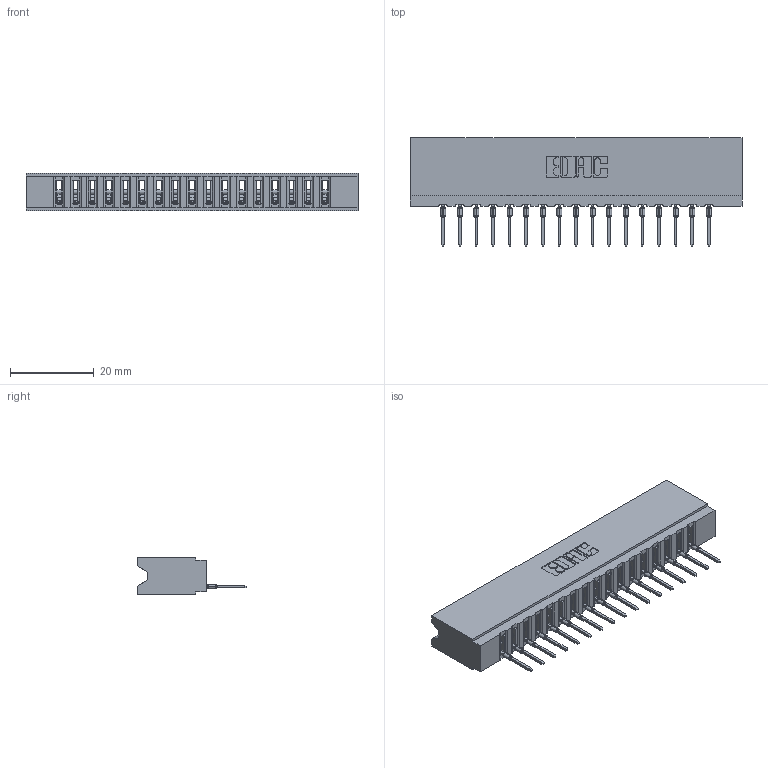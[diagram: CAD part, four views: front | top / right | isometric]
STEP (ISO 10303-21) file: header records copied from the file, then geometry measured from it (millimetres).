
FILE_DESCRIPTION (( 'STEP AP203' ), '1' );
FILE_NAME ('737-017-522-106.STEP', '2020-09-10T20:14:00', ( '' ), ( '' ), 'SwSTEP 2.0', 'SolidWorks 2020', '' );
FILE_SCHEMA (( 'CONFIG_CONTROL_DESIGN' ));
Length unit declared in the file: inch
Products named in the file (3): 737-017-522-106; 737 Part_Insulator Option - 06; 745-292-001_522
Assembly tree (18 placements, depth 2):
  737-017-522-106
    737 Part_Insulator Option - 06
    745-292-001_522  x17
Bounding box: 79.2 x 25.92 x 8.89 mm (x, y, z)
Volume: 7818.1 mm3; surface area: 10092.6 mm2
Topology: 18 solids, 18 shells, 2016 faces, 5544 edges, 3502 vertices
Faces by surface type: plane 1211, cylinder 363, bspline 340, torus 102
Entity records: 32043 total; most frequent: CARTESIAN_POINT 6149, ORIENTED_EDGE 5552, DIRECTION 4834, EDGE_CURVE 2776, VECTOR 2492, LINE 2492, VERTEX_POINT 1774, AXIS2_PLACEMENT_3D 1171
